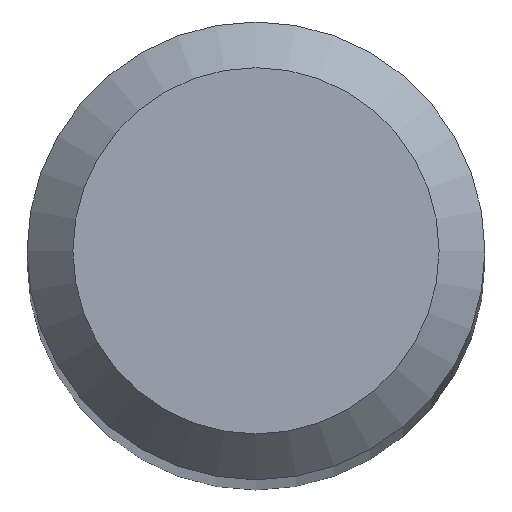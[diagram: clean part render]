
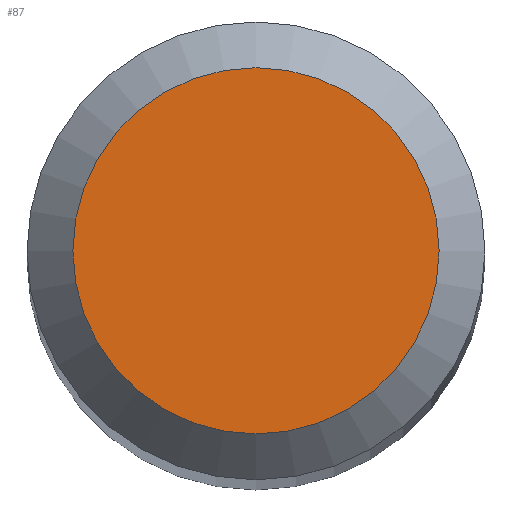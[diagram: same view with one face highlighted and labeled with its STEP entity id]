
A CAD part, top view. The second image highlights one B-rep face of the part: STEP entity #87.
In plain terms, the highlighted planar face has unit normal (0, 0, 1).
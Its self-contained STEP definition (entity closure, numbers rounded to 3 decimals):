
#11 = FACE_OUTER_BOUND ( 'NONE', #12, .T. ) ;
#12 = EDGE_LOOP ( 'NONE', ( #227 ) ) ;
#13 = DIRECTION ( 'NONE',  ( 0., 1., 0. ) ) ;
#36 = CARTESIAN_POINT ( 'NONE',  ( 0., 0., 61. ) ) ;
#68 = VERTEX_POINT ( 'NONE', #270 ) ;
#87 = ADVANCED_FACE ( 'NONE', ( #11 ), #102, .F. ) ;
#92 = AXIS2_PLACEMENT_3D ( 'NONE', #36, #191, #295 ) ;
#102 = PLANE ( 'NONE',  #92 ) ;
#111 = AXIS2_PLACEMENT_3D ( 'NONE', #263, #217, #13 ) ;
#191 = DIRECTION ( 'NONE',  ( 0., 0., -1. ) ) ;
#217 = DIRECTION ( 'NONE',  ( 0., 0., -1. ) ) ;
#227 = ORIENTED_EDGE ( 'NONE', *, *, #232, .F. ) ;
#232 = EDGE_CURVE ( 'NONE', #68, #68, #252, .T. ) ;
#252 = CIRCLE ( 'NONE', #111, 1.2 ) ;
#263 = CARTESIAN_POINT ( 'NONE',  ( 0., 0., 61. ) ) ;
#270 = CARTESIAN_POINT ( 'NONE',  ( 0., 1.2, 61. ) ) ;
#295 = DIRECTION ( 'NONE',  ( 0., 1., 0. ) ) ;
